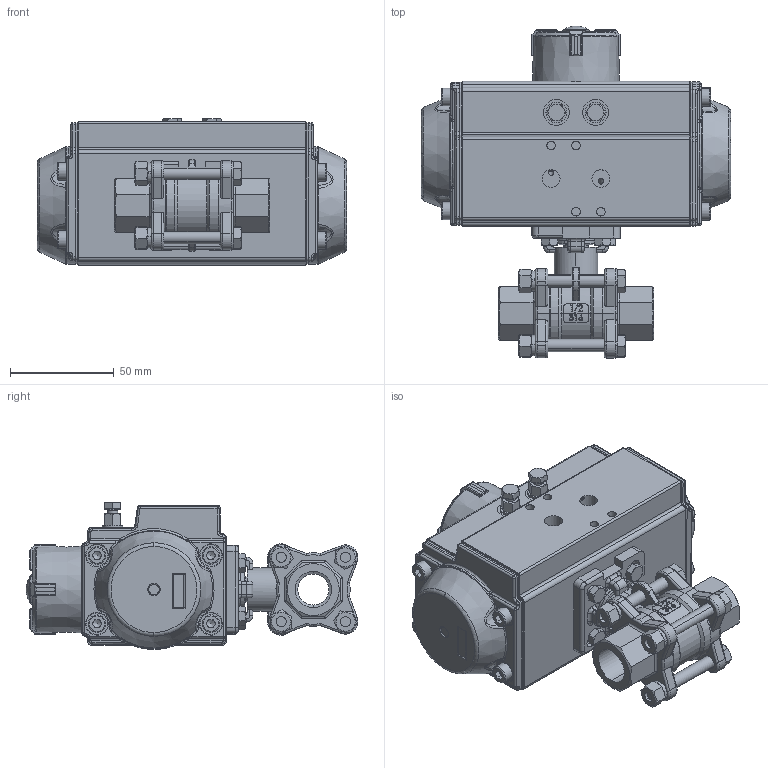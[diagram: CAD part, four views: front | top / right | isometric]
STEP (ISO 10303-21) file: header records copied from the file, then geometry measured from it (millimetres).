
FILE_DESCRIPTION(/* description */ ('Unknown'),/* implementation_level */ '2;1');
FILE_NAME(/* name */ 'PE01 9336-04',/* time_stamp */ '2025-01-20T11:00:00+01:00',/* author */ ('Unknown'),/* organization */ ('Unknown'),/* preprocessor_version */ 'ST-DEVELOPER v19.4',/* originating_system */ 'Solid Edge',/* authorisation */ 'Unknown');
FILE_SCHEMA (('AUTOMOTIVE_DESIGN {1 0 10303 214 3 1 1}'));
Products named in the file (26): PE019336-04; 9336-04_oa_0; MV-83H-T(J)-DN15; MV-83B-G(J)-DN15; MV-83-Z-DN15; MV-83-DD-DN15; MV-83-LM-DN15; MV-83-FS-DN15; MV-83-LZ-DN15; Spring lock washers--Normal type GB_GB_FASTENER_WASHER_SW 6; Hexagon nuts grade C GB_GB_FASTENER_NUT_SNC1 M6-N; PD02_PE01; vt50-2016-06-25; hex bolt gradeab_din_ISO 4014 - M5 x 25 x 16-N; huosai50; vt50-2016-06-25 _______MIR; zhou50; VTE50____; plain washers-n series-grade a gb_GB_FASTENER_WASHER_PWNA 5; hex nut gradec_din_Hexagon Nut ISO 4034 - M5 - N; Optische Anzeige; ______; ________(___________; cup head nib bolts with large head gb_GB_FASTENER_BOLT_CHNBW M6X25-N; socket head cap screw_din_DIN 912 M5 x 16 --- 16N; DIN 933 M5x14 A2-70 BLK_EDST
Assembly tree (53 placements, depth 4):
  PE019336-04
    9336-04_oa_0
      MV-83H-T(J)-DN15
      MV-83B-G(J)-DN15  x2
      MV-83-Z-DN15
      MV-83-DD-DN15  x2
      MV-83-LM-DN15
      MV-83-FS-DN15
      MV-83-LZ-DN15  x4
      Spring lock washers--Normal type GB_GB_FASTENER_WASHER_SW 6  x4
      Hexagon nuts grade C GB_GB_FASTENER_NUT_SNC1 M6-N  x4
    PD02_PE01
      vt50-2016-06-25
      hex bolt gradeab_din_ISO 4014 - M5 x 25 x 16-N  x2
      huosai50  x2
      vt50-2016-06-25 _______MIR
      zhou50
      VTE50____
      plain washers-n series-grade a gb_GB_FASTENER_WASHER_PWNA 5  x2
      hex nut gradec_din_Hexagon Nut ISO 4034 - M5 - N  x2
      Optische Anzeige
        ______
        ________(___________  x4
        cup head nib bolts with large head gb_GB_FASTENER_BOLT_CHNBW M6X25-N
      socket head cap screw_din_DIN 912 M5 x 16 --- 16N  x8
    DIN 933 M5x14 A2-70 BLK_EDST  x4
Bounding box: 149.4 x 160.36 x 70.92 mm (x, y, z)
Volume: 452459.2 mm3; surface area: 183041.9 mm2
Topology: 50 solids, 50 shells, 3409 faces, 8362 edges, 5167 vertices
Faces by surface type: plane 1162, cylinder 1041, bspline 434, torus 381, cone 358, sphere 33
Full cylindrical faces by diameter (mm): 2.5 x2, 3 x16, 3.3 x8, 4.134 x20, 4.2 x2, 4.66 x1, 4.917 x7, 5 x16, 5.3 x2, 5.5 x1, 6 x1, 6.2 x1, 8 x6, 8.5 x8, 8.566 x2, 10 x4, 11 x1, 11.4 x1, 12 x2, 12.5 x2, 12.9 x1, 13 x12, 13.5 x2, 14 x5, 16.5 x2, 21.2 x1, 21.4 x1, 22.5 x1, 25 x4, 38.5 x1
Entity records: 90112 total; most frequent: CARTESIAN_POINT 37290, ORIENTED_EDGE 11190, DIRECTION 9773, EDGE_CURVE 5595, AXIS2_PLACEMENT_3D 3836, VERTEX_POINT 3662, FACE_BOUND 2871, EDGE_LOOP 2850
